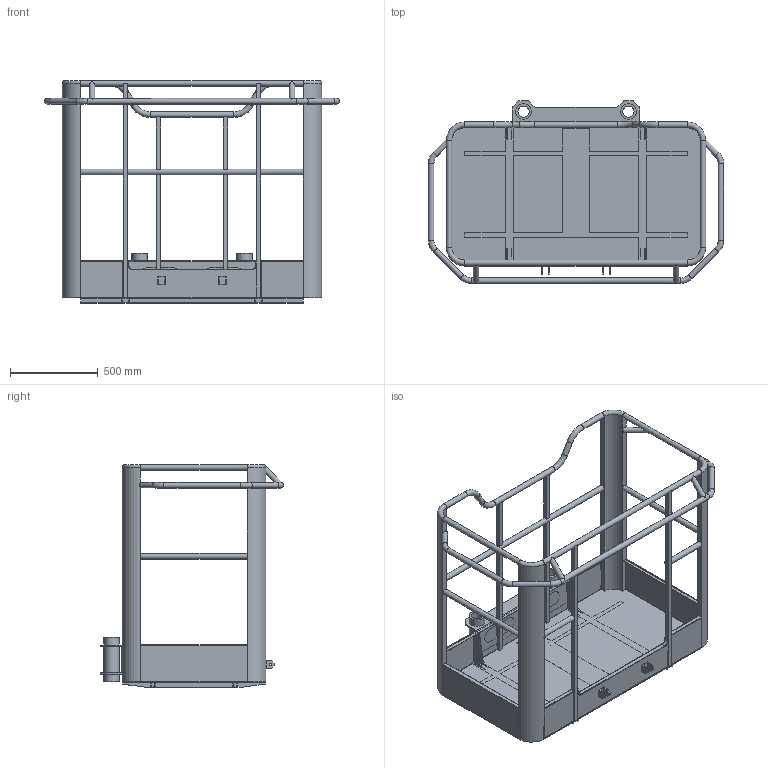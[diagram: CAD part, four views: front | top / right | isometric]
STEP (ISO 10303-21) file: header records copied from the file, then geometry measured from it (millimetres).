
FILE_DESCRIPTION( ( '' ), ' ' );
FILE_NAME( '5de61497474f5a149d7a3a39.step', '2019-12-03T07:53:59', ( '' ), ( '' ), ' ', ' ', ' ' );
FILE_SCHEMA( ( 'AUTOMOTIVE_DESIGN { 1 0 10303 214 1 1 1 1 }' ) );
Length unit declared in the file: metre
Products named in the file (1): Part 8
Bounding box: 1682.75 x 1044.58 x 1270 mm (x, y, z)
Volume: 44645028.9 mm3; surface area: 8459747.4 mm2
Topology: 1 solids, 11 shells, 549 faces, 1514 edges, 972 vertices
Faces by surface type: plane 461, cylinder 72, torus 14, bspline 2
Full cylindrical faces by diameter (mm): 12.7 x4, 31.75 x22, 63.5 x2, 88.9 x6
Entity records: 21401 total; most frequent: CARTESIAN_POINT 3130, ORIENTED_EDGE 2900, DIRECTION 2723, EDGE_CURVE 1450, LINE 1253, VECTOR 1253, VERTEX_POINT 958, AXIS2_PLACEMENT_3D 735
